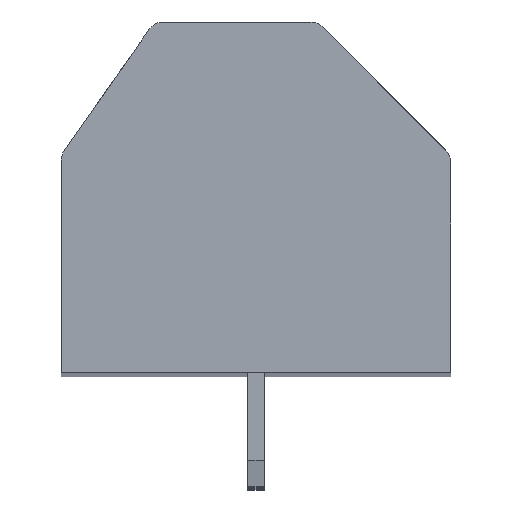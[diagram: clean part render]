
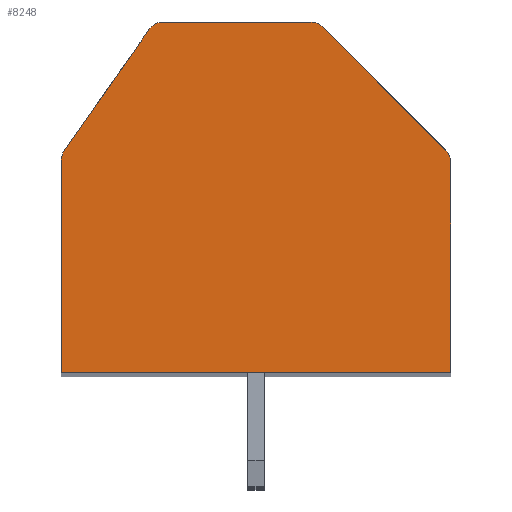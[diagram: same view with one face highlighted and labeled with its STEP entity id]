
A CAD part, top view. The second image highlights one B-rep face of the part: STEP entity #8248.
In plain terms, the highlighted planar face has unit normal (0, 0, 1).
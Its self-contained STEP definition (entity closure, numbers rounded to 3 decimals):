
#2617=CARTESIAN_POINT('',(1.693,4.899,3.));
#2618=DIRECTION('',(0.,0.,1.));
#2619=DIRECTION('',(0.707,0.707,0.));
#2620=AXIS2_PLACEMENT_3D('',#2617,#2618,#2619);
#2622=DIRECTION('',(-0.707,0.707,0.));
#2623=VECTOR('',#2622,5.383);
#2624=CARTESIAN_POINT('',(5.854,1.446,3.));
#2625=LINE('',#2624,#2623);
#2626=CARTESIAN_POINT('',(5.5,1.093,3.));
#2627=DIRECTION('',(0.,0.,1.));
#2628=DIRECTION('',(1.,0.,0.));
#2629=AXIS2_PLACEMENT_3D('',#2626,#2627,#2628);
#2631=DIRECTION('',(0.,1.,0.));
#2632=VECTOR('',#2631,6.493);
#2633=CARTESIAN_POINT('',(6.,-5.4,3.));
#2634=LINE('',#2633,#2632);
#2635=DIRECTION('',(1.,0.,0.));
#2636=VECTOR('',#2635,12.);
#2637=CARTESIAN_POINT('',(-6.,-5.4,3.));
#2638=LINE('',#2637,#2636);
#2639=DIRECTION('',(0.,-1.,0.));
#2640=VECTOR('',#2639,6.542);
#2641=CARTESIAN_POINT('',(-6.,1.142,3.));
#2642=LINE('',#2641,#2640);
#2643=CARTESIAN_POINT('',(-5.5,1.142,3.));
#2644=DIRECTION('',(0.,0.,1.));
#2645=DIRECTION('',(-0.819,0.574,0.));
#2646=AXIS2_PLACEMENT_3D('',#2643,#2644,#2645);
#2648=DIRECTION('',(-0.574,-0.819,0.));
#2649=VECTOR('',#2648,4.587);
#2650=CARTESIAN_POINT('',(-3.279,5.186,3.));
#2651=LINE('',#2650,#2649);
#2652=CARTESIAN_POINT('',(-2.869,4.899,3.));
#2653=DIRECTION('',(0.,0.,1.));
#2654=DIRECTION('',(0.,1.,0.));
#2655=AXIS2_PLACEMENT_3D('',#2652,#2653,#2654);
#2657=DIRECTION('',(-1.,0.,0.));
#2658=VECTOR('',#2657,4.563);
#2659=CARTESIAN_POINT('',(1.693,5.399,3.));
#2660=LINE('',#2659,#2658);
#3449=CARTESIAN_POINT('',(-6.,-5.4,3.));
#3450=CARTESIAN_POINT('',(6.,-5.4,3.));
#3451=VERTEX_POINT('',#3449);
#3452=VERTEX_POINT('',#3450);
#3761=CARTESIAN_POINT('',(2.047,5.253,3.));
#3762=VERTEX_POINT('',#3761);
#3763=CARTESIAN_POINT('',(1.693,5.399,3.));
#3764=VERTEX_POINT('',#3763);
#3769=CARTESIAN_POINT('',(6.,1.093,3.));
#3770=VERTEX_POINT('',#3769);
#3771=CARTESIAN_POINT('',(5.854,1.446,3.));
#3772=VERTEX_POINT('',#3771);
#3777=CARTESIAN_POINT('',(-2.869,5.399,3.));
#3778=VERTEX_POINT('',#3777);
#3779=CARTESIAN_POINT('',(-3.279,5.186,3.));
#3780=VERTEX_POINT('',#3779);
#3785=CARTESIAN_POINT('',(-5.91,1.429,3.));
#3786=VERTEX_POINT('',#3785);
#3787=CARTESIAN_POINT('',(-6.,1.142,3.));
#3788=VERTEX_POINT('',#3787);
#8231=CARTESIAN_POINT('',(0.,0.,3.));
#8232=DIRECTION('',(0.,0.,1.));
#8233=DIRECTION('',(1.,0.,0.));
#8234=AXIS2_PLACEMENT_3D('',#8231,#8232,#8233);
#8235=PLANE('',#8234);
#8236=ORIENTED_EDGE('',*,*,#4585,.F.);
#8237=ORIENTED_EDGE('',*,*,#4601,.F.);
#8238=ORIENTED_EDGE('',*,*,#6420,.F.);
#8239=ORIENTED_EDGE('',*,*,#6435,.F.);
#8240=ORIENTED_EDGE('',*,*,#6448,.F.);
#8241=ORIENTED_EDGE('',*,*,#6601,.F.);
#8242=ORIENTED_EDGE('',*,*,#6616,.F.);
#8243=ORIENTED_EDGE('',*,*,#6629,.F.);
#8244=ORIENTED_EDGE('',*,*,#8212,.F.);
#8245=ORIENTED_EDGE('',*,*,#8224,.F.);
#8246=EDGE_LOOP('',(#8236,#8237,#8238,#8239,#8240,#8241,#8242,#8243,#8244,
#8245));
#8247=FACE_OUTER_BOUND('',#8246,.F.);
#2621=CIRCLE('',#2620,0.5);
#2630=CIRCLE('',#2629,0.5);
#2647=CIRCLE('',#2646,0.5);
#2656=CIRCLE('',#2655,0.5);
#4585=EDGE_CURVE('',#3762,#3764,#2621,.T.);
#4601=EDGE_CURVE('',#3772,#3762,#2625,.T.);
#6420=EDGE_CURVE('',#3770,#3772,#2630,.T.);
#6435=EDGE_CURVE('',#3452,#3770,#2634,.T.);
#6448=EDGE_CURVE('',#3451,#3452,#2638,.T.);
#6601=EDGE_CURVE('',#3788,#3451,#2642,.T.);
#6616=EDGE_CURVE('',#3786,#3788,#2647,.T.);
#6629=EDGE_CURVE('',#3780,#3786,#2651,.T.);
#8212=EDGE_CURVE('',#3778,#3780,#2656,.T.);
#8224=EDGE_CURVE('',#3764,#3778,#2660,.T.);
#8248=ADVANCED_FACE('',(#8247),#8235,.T.);
